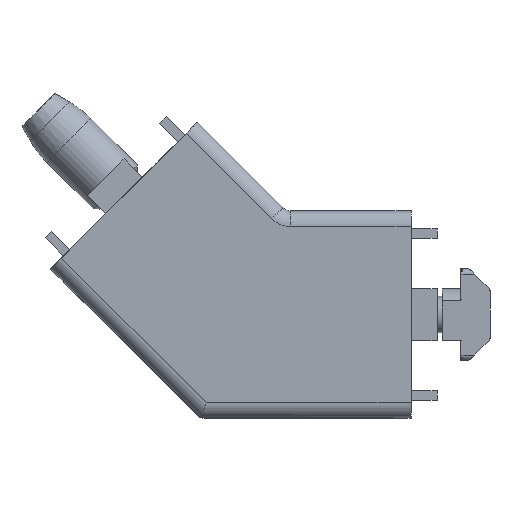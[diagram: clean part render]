
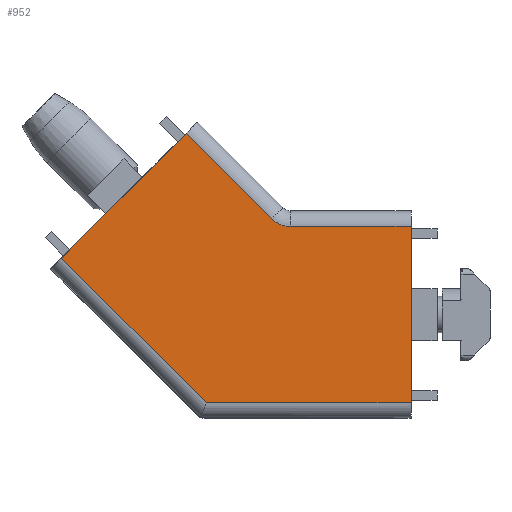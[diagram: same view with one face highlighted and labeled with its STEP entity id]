
A CAD part, left-side view. The second image highlights one B-rep face of the part: STEP entity #952.
In plain terms, the highlighted planar face has unit normal (-1, 0, 0).
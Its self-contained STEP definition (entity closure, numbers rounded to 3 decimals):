
#952=ADVANCED_FACE('',(#2118),#2119,.T.);
#2118=FACE_OUTER_BOUND('',#3489,.T.);
#2119=PLANE('',#3490);
#3489=EDGE_LOOP('',(#6399,#6400,#6401,#6402,#6403,#6404,#6405,#6406));
#3490=AXIS2_PLACEMENT_3D('',#6407,#6408,#6409);
#6399=ORIENTED_EDGE('',*,*,#9297,.F.);
#6400=ORIENTED_EDGE('',*,*,#9285,.F.);
#6401=ORIENTED_EDGE('',*,*,#9276,.T.);
#6402=ORIENTED_EDGE('',*,*,#9298,.T.);
#6403=ORIENTED_EDGE('',*,*,#9299,.F.);
#6404=ORIENTED_EDGE('',*,*,#9300,.F.);
#6405=ORIENTED_EDGE('',*,*,#9301,.T.);
#6406=ORIENTED_EDGE('',*,*,#9302,.F.);
#6407=CARTESIAN_POINT('',(-20.0,30.341,4.99));
#6408=DIRECTION('',(-1.0,0.0,0.0));
#6409=DIRECTION('',(0.0,0.0,1.0));
#9276=EDGE_CURVE('',#11482,#11483,#11484,.T.);
#9285=EDGE_CURVE('',#11482,#11499,#11500,.T.);
#9297=EDGE_CURVE('',#11499,#11517,#11518,.T.);
#9298=EDGE_CURVE('',#11483,#11519,#11520,.T.);
#9299=EDGE_CURVE('',#11521,#11519,#11522,.T.);
#9300=EDGE_CURVE('',#11523,#11521,#11524,.T.);
#9301=EDGE_CURVE('',#11523,#11525,#11526,.T.);
#9302=EDGE_CURVE('',#11517,#11525,#11527,.T.);
#11482=VERTEX_POINT('',#15432);
#11483=VERTEX_POINT('',#15433);
#11484=LINE('',#15434,#15435);
#11499=VERTEX_POINT('',#15453);
#11500=CIRCLE('',#15454,5.0);
#11517=VERTEX_POINT('',#15474);
#11518=LINE('',#15475,#15476);
#11519=VERTEX_POINT('',#15477);
#11520=LINE('',#15478,#15479);
#11521=VERTEX_POINT('',#15480);
#11522=LINE('',#15481,#15482);
#11523=VERTEX_POINT('',#15483);
#11524=LINE('',#15484,#15485);
#11525=VERTEX_POINT('',#15486);
#11526=LINE('',#15487,#15488);
#11527=LINE('',#15489,#15490);
#15432=CARTESIAN_POINT('',(-20.0,26.836,18.464));
#15433=CARTESIAN_POINT('',(-20.0,26.833,18.467));
#15434=CARTESIAN_POINT('',(-20.0,31.871,13.429));
#15435=VECTOR('',#18559,1.0);
#15453=CARTESIAN_POINT('',(-20.0,23.3,17.0));
#15454=AXIS2_PLACEMENT_3D('',#18575,#18576,#18577);
#15474=CARTESIAN_POINT('',(-20.0,0.0,17.0));
#15475=CARTESIAN_POINT('',(-20.0,11.65,17.0));
#15476=VECTOR('',#18596,1.0);
#15477=CARTESIAN_POINT('',(-20.0,43.304,34.937));
#15478=CARTESIAN_POINT('',(-20.0,35.066,26.699));
#15479=VECTOR('',#18597,1.0);
#15480=CARTESIAN_POINT('',(-20.0,67.346,10.895));
#15481=CARTESIAN_POINT('',(-20.0,41.183,37.058));
#15482=VECTOR('',#18598,1.0);
#15483=CARTESIAN_POINT('',(-20.0,39.45,-17.0));
#15484=CARTESIAN_POINT('',(-20.0,52.063,-4.387));
#15485=VECTOR('',#18599,1.0);
#15486=CARTESIAN_POINT('',(-20.0,0.0,-17.0));
#15487=CARTESIAN_POINT('',(-20.0,25.0,-17.0));
#15488=VECTOR('',#18600,1.0);
#15489=CARTESIAN_POINT('',(-20.0,0.0,0.0));
#15490=VECTOR('',#18601,1.0);
#18559=DIRECTION('',(0.0,-0.707,0.707));
#18575=CARTESIAN_POINT('',(-20.0,23.3,22.0));
#18576=DIRECTION('',(-1.0,0.0,0.0));
#18577=DIRECTION('',(0.0,-0.0,1.0));
#18596=DIRECTION('',(-0.0,-1.0,0.0));
#18597=DIRECTION('',(-0.0,0.707,0.707));
#18598=DIRECTION('',(0.0,-0.707,0.707));
#18599=DIRECTION('',(-0.0,0.707,0.707));
#18600=DIRECTION('',(-0.0,-1.0,0.0));
#18601=DIRECTION('',(0.0,-0.0,-1.0));
